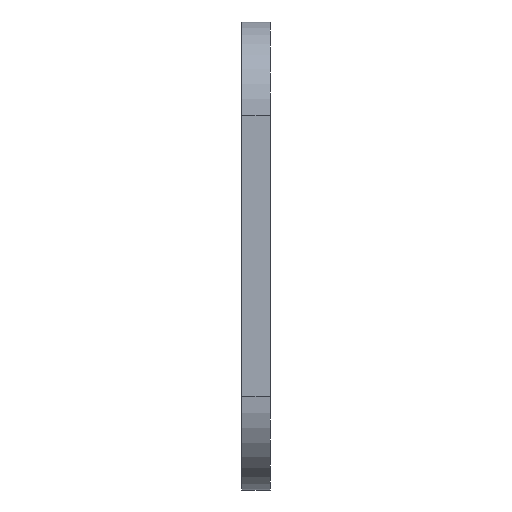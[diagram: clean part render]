
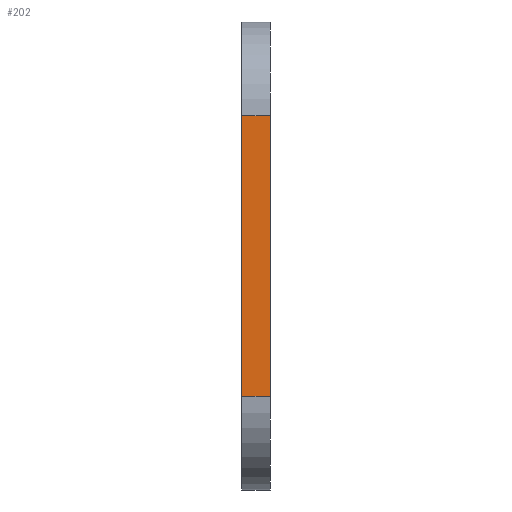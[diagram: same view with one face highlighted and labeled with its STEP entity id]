
A CAD part, left-side view. The second image highlights one B-rep face of the part: STEP entity #202.
In plain terms, the highlighted planar face has unit normal (-1, 0, 0).
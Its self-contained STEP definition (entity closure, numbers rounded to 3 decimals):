
#3 = FACE_OUTER_BOUND ( 'NONE', #696, .T. ) ;
#53 = CARTESIAN_POINT ( 'NONE',  ( -35., 58., 0. ) ) ;
#143 = CARTESIAN_POINT ( 'NONE',  ( -35., 55., 0. ) ) ;
#147 = EDGE_CURVE ( 'NONE', #182, #226, #399, .T. ) ;
#182 = VERTEX_POINT ( 'NONE', #266 ) ;
#193 = PLANE ( 'NONE',  #362 ) ;
#202 = ADVANCED_FACE ( 'NONE', ( #3 ), #193, .T. ) ;
#226 = VERTEX_POINT ( 'NONE', #254 ) ;
#228 = EDGE_CURVE ( 'NONE', #265, #182, #522, .T. ) ;
#251 = CARTESIAN_POINT ( 'NONE',  ( -35., 58., 15. ) ) ;
#254 = CARTESIAN_POINT ( 'NONE',  ( -35., 58., -15. ) ) ;
#263 = DIRECTION ( 'NONE',  ( 0., 1., 0. ) ) ;
#265 = VERTEX_POINT ( 'NONE', #457 ) ;
#266 = CARTESIAN_POINT ( 'NONE',  ( -35., 58., 15. ) ) ;
#305 = VERTEX_POINT ( 'NONE', #599 ) ;
#331 = DIRECTION ( 'NONE',  ( 0., -1., 0. ) ) ;
#362 = AXIS2_PLACEMENT_3D ( 'NONE', #592, #821, #331 ) ;
#364 = VECTOR ( 'NONE', #643, 1000. ) ;
#388 = LINE ( 'NONE', #757, #364 ) ;
#399 = LINE ( 'NONE', #53, #526 ) ;
#410 = DIRECTION ( 'NONE',  ( 0., 0., -1. ) ) ;
#425 = LINE ( 'NONE', #143, #481 ) ;
#454 = DIRECTION ( 'NONE',  ( 0., 0., -1. ) ) ;
#457 = CARTESIAN_POINT ( 'NONE',  ( -35., 55., 15. ) ) ;
#481 = VECTOR ( 'NONE', #410, 1000. ) ;
#495 = ORIENTED_EDGE ( 'NONE', *, *, #682, .T. ) ;
#522 = LINE ( 'NONE', #251, #626 ) ;
#526 = VECTOR ( 'NONE', #454, 1000. ) ;
#553 = ORIENTED_EDGE ( 'NONE', *, *, #228, .T. ) ;
#592 = CARTESIAN_POINT ( 'NONE',  ( -35., 58., 0. ) ) ;
#599 = CARTESIAN_POINT ( 'NONE',  ( -35., 55., -15. ) ) ;
#626 = VECTOR ( 'NONE', #263, 1000. ) ;
#628 = ORIENTED_EDGE ( 'NONE', *, *, #147, .T. ) ;
#643 = DIRECTION ( 'NONE',  ( 0., -1., 0. ) ) ;
#682 = EDGE_CURVE ( 'NONE', #226, #305, #388, .T. ) ;
#696 = EDGE_LOOP ( 'NONE', ( #755, #553, #628, #495 ) ) ;
#755 = ORIENTED_EDGE ( 'NONE', *, *, #801, .F. ) ;
#757 = CARTESIAN_POINT ( 'NONE',  ( -35., 55., -15. ) ) ;
#801 = EDGE_CURVE ( 'NONE', #265, #305, #425, .T. ) ;
#821 = DIRECTION ( 'NONE',  ( -1., 0., 0. ) ) ;
